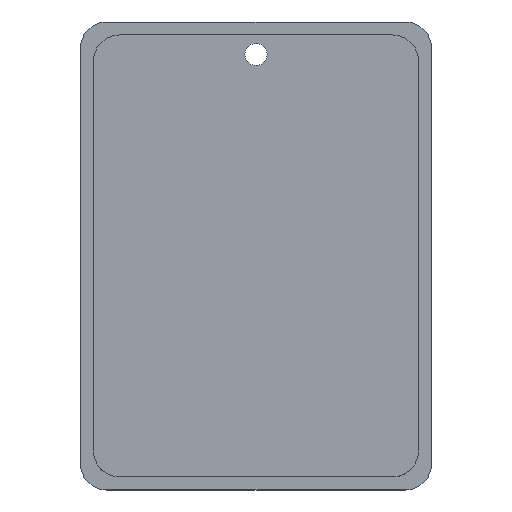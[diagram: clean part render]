
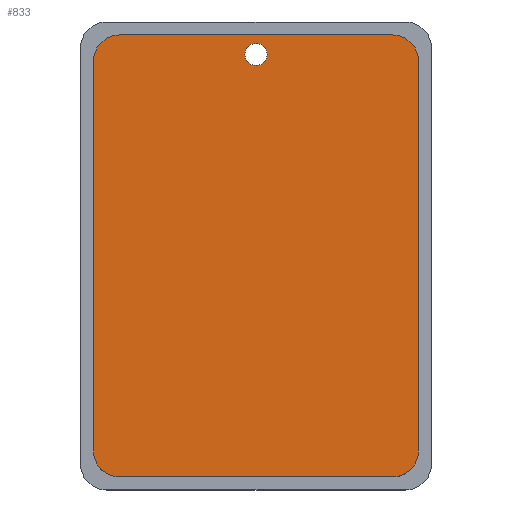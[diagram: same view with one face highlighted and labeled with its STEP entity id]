
A CAD part, top view. The second image highlights one B-rep face of the part: STEP entity #833.
In plain terms, the highlighted planar face has unit normal (0, 0, 1).
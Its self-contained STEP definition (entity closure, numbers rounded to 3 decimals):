
#531 = VERTEX_POINT('',#532);
#532 = CARTESIAN_POINT('',(48.,2.,4.));
#539 = EDGE_CURVE('',#531,#540,#542,.T.);
#540 = VERTEX_POINT('',#541);
#541 = CARTESIAN_POINT('',(52.,6.,4.));
#542 = CIRCLE('',#543,4.);
#543 = AXIS2_PLACEMENT_3D('',#544,#545,#546);
#544 = CARTESIAN_POINT('',(48.,6.,4.));
#545 = DIRECTION('',(0.,0.,1.));
#546 = DIRECTION('',(1.,0.,0.));
#564 = EDGE_CURVE('',#565,#531,#567,.T.);
#565 = VERTEX_POINT('',#566);
#566 = CARTESIAN_POINT('',(6.,2.,4.));
#567 = LINE('',#568,#569);
#568 = CARTESIAN_POINT('',(6.,2.,4.));
#569 = VECTOR('',#570,1.);
#570 = DIRECTION('',(1.,0.,0.));
#590 = VERTEX_POINT('',#591);
#591 = CARTESIAN_POINT('',(2.,6.,4.));
#597 = EDGE_CURVE('',#590,#565,#598,.T.);
#598 = CIRCLE('',#599,4.);
#599 = AXIS2_PLACEMENT_3D('',#600,#601,#602);
#600 = CARTESIAN_POINT('',(6.,6.,4.));
#601 = DIRECTION('',(0.,0.,1.));
#602 = DIRECTION('',(1.,0.,0.));
#614 = VERTEX_POINT('',#615);
#615 = CARTESIAN_POINT('',(2.,66.,4.));
#621 = EDGE_CURVE('',#614,#590,#622,.T.);
#622 = LINE('',#623,#624);
#623 = CARTESIAN_POINT('',(2.,66.,4.));
#624 = VECTOR('',#625,1.);
#625 = DIRECTION('',(0.,-1.,0.));
#638 = VERTEX_POINT('',#639);
#639 = CARTESIAN_POINT('',(6.,70.,4.));
#645 = EDGE_CURVE('',#638,#614,#646,.T.);
#646 = CIRCLE('',#647,4.);
#647 = AXIS2_PLACEMENT_3D('',#648,#649,#650);
#648 = CARTESIAN_POINT('',(6.,66.,4.));
#649 = DIRECTION('',(0.,0.,1.));
#650 = DIRECTION('',(1.,0.,0.));
#663 = VERTEX_POINT('',#664);
#664 = CARTESIAN_POINT('',(48.,70.,4.));
#670 = EDGE_CURVE('',#663,#638,#671,.T.);
#671 = LINE('',#672,#673);
#672 = CARTESIAN_POINT('',(48.,70.,4.));
#673 = VECTOR('',#674,1.);
#674 = DIRECTION('',(-1.,0.,0.));
#687 = VERTEX_POINT('',#688);
#688 = CARTESIAN_POINT('',(52.,66.,4.));
#694 = EDGE_CURVE('',#687,#663,#695,.T.);
#695 = CIRCLE('',#696,4.);
#696 = AXIS2_PLACEMENT_3D('',#697,#698,#699);
#697 = CARTESIAN_POINT('',(48.,66.,4.));
#698 = DIRECTION('',(0.,0.,1.));
#699 = DIRECTION('',(1.,0.,0.));
#712 = EDGE_CURVE('',#540,#687,#713,.T.);
#713 = LINE('',#714,#715);
#714 = CARTESIAN_POINT('',(52.,6.,4.));
#715 = VECTOR('',#716,1.);
#716 = DIRECTION('',(0.,1.,0.));
#833 = ADVANCED_FACE('',(#834,#844),#855,.T.);
#834 = FACE_BOUND('',#835,.T.);
#835 = EDGE_LOOP('',(#836,#837,#838,#839,#840,#841,#842,#843));
#836 = ORIENTED_EDGE('',*,*,#621,.T.);
#837 = ORIENTED_EDGE('',*,*,#597,.T.);
#838 = ORIENTED_EDGE('',*,*,#564,.T.);
#839 = ORIENTED_EDGE('',*,*,#539,.T.);
#840 = ORIENTED_EDGE('',*,*,#712,.T.);
#841 = ORIENTED_EDGE('',*,*,#694,.T.);
#842 = ORIENTED_EDGE('',*,*,#670,.T.);
#843 = ORIENTED_EDGE('',*,*,#645,.T.);
#844 = FACE_BOUND('',#845,.T.);
#845 = EDGE_LOOP('',(#846));
#846 = ORIENTED_EDGE('',*,*,#847,.F.);
#847 = EDGE_CURVE('',#848,#848,#850,.T.);
#848 = VERTEX_POINT('',#849);
#849 = CARTESIAN_POINT('',(25.3,67.,4.));
#850 = CIRCLE('',#851,1.7);
#851 = AXIS2_PLACEMENT_3D('',#852,#853,#854);
#852 = CARTESIAN_POINT('',(27.,67.,4.));
#853 = DIRECTION('',(0.,0.,1.));
#854 = DIRECTION('',(-1.,0.,0.));
#855 = PLANE('',#856);
#856 = AXIS2_PLACEMENT_3D('',#857,#858,#859);
#857 = CARTESIAN_POINT('',(27.,36.,4.));
#858 = DIRECTION('',(0.,0.,1.));
#859 = DIRECTION('',(1.,0.,0.));
